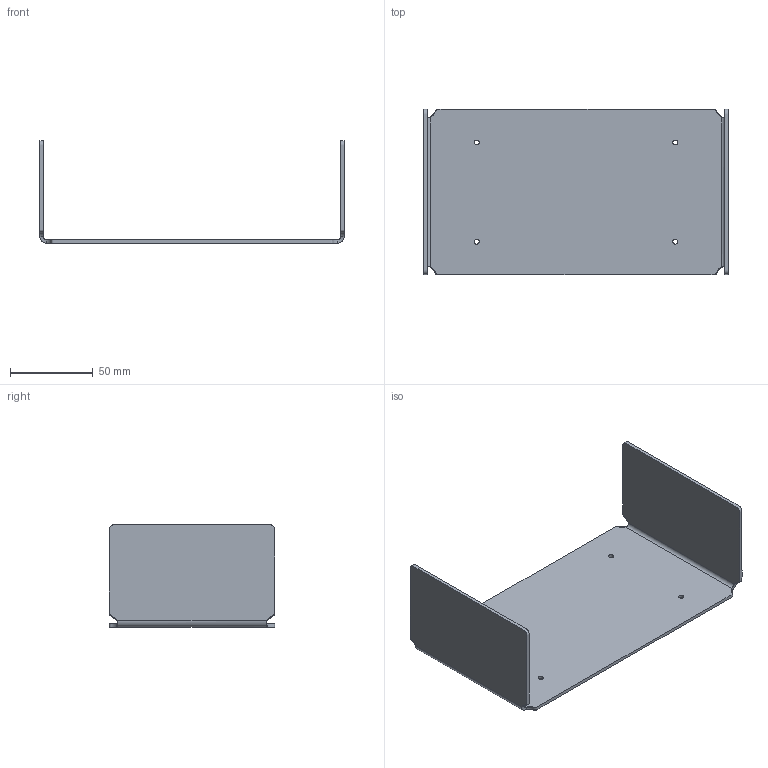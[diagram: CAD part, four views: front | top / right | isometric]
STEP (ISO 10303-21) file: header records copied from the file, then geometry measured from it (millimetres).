
FILE_DESCRIPTION(/* description */ (''),/* implementation_level */ '2;1');
FILE_NAME(/* name */ 'RHINO-~1',/* time_stamp */ '2019-11-15T17:52:53+01:00',/* author */ (''),/* organization */ (''),/* preprocessor_version */ 'ST-DEVELOPER v16.5',/* originating_system */ '',/* authorisation */ '');
FILE_SCHEMA (('AUTOMOTIVE_DESIGN'));
Length unit declared in the file: millimetre
Products named in the file (1): Document
Bounding box: 184 x 100 x 62 mm (x, y, z)
Volume: 59506.6 mm3; surface area: 61610.9 mm2
Topology: 1 solids, 1 shells, 22 faces, 44 edges, 24 vertices
Faces by surface type: bspline 22
Entity records: 1859 total; most frequent: CARTESIAN_POINT 1270, B_SPLINE_CURVE_WITH_KNOTS 96, ORIENTED_EDGE 88, PCURVE 88, DEFINITIONAL_REPRESENTATION 88, SURFACE_CURVE 44, EDGE_CURVE 44, EDGE_LOOP 30
